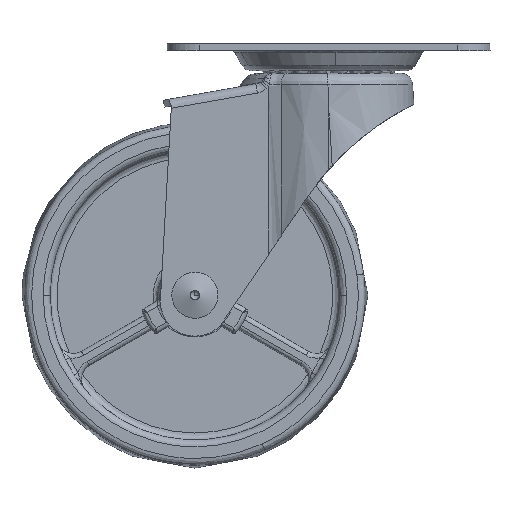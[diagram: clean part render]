
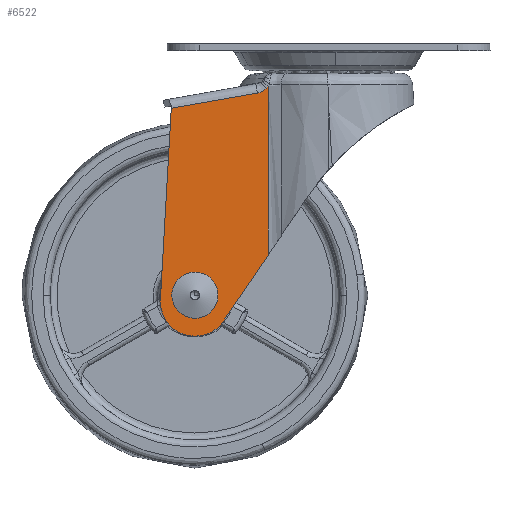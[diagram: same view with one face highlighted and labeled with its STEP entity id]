
A CAD part, front view. The second image highlights one B-rep face of the part: STEP entity #6522.
In plain terms, the highlighted free-form (B-spline) face has degree [1, 1] with [2, 2] control points.
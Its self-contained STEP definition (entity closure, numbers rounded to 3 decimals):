
#939=CARTESIAN_POINT('',(-32.225,-14.5,-53.403));
#940=VERTEX_POINT('',#939);
#946=CARTESIAN_POINT('',(-29.0,-14.5,-56.25));
#947=VERTEX_POINT('',#946);
#948=CARTESIAN_POINT('',(-29.0,-14.5,-56.25));
#949=CARTESIAN_POINT('',(-31.869,-14.5,-56.25));
#950=CARTESIAN_POINT('',(-32.225,-14.5,-53.403));
#958=(BOUNDED_CURVE()B_SPLINE_CURVE(2,(#948,#949,#950),.UNSPECIFIED.,.F.,.U.)B_SPLINE_CURVE_WITH_KNOTS((3,3),(0.5,0.729),.UNSPECIFIED.)CURVE()GEOMETRIC_REPRESENTATION_ITEM()RATIONAL_B_SPLINE_CURVE((1.0,0.732,0.954))REPRESENTATION_ITEM(''));
#959=EDGE_CURVE('',#947,#940,#958,.T.);
#961=CARTESIAN_POINT('',(-25.75,-14.5,-52.972));
#962=VERTEX_POINT('',#961);
#963=CARTESIAN_POINT('',(-25.75,-14.5,-52.972));
#964=CARTESIAN_POINT('',(-25.75,-14.5,-52.986));
#965=CARTESIAN_POINT('',(-25.75,-14.5,-53.));
#966=CARTESIAN_POINT('',(-25.75,-14.5,-56.25));
#967=CARTESIAN_POINT('',(-29.0,-14.5,-56.25));
#975=(BOUNDED_CURVE()B_SPLINE_CURVE(2,(#963,#964,#965,#966,#967),.UNSPECIFIED.,.F.,.U.)B_SPLINE_CURVE_WITH_KNOTS((3,2,3),(0.248,0.25,0.5),.UNSPECIFIED.)CURVE()GEOMETRIC_REPRESENTATION_ITEM()RATIONAL_B_SPLINE_CURVE((0.996,0.998,1.0,0.707,1.0))REPRESENTATION_ITEM(''));
#976=EDGE_CURVE('',#962,#947,#975,.T.);
#1056=CARTESIAN_POINT('',(-29.0,-14.5,-49.75));
#1057=VERTEX_POINT('',#1056);
#1058=CARTESIAN_POINT('',(-29.0,-14.5,-49.75));
#1059=CARTESIAN_POINT('',(-25.778,-14.5,-49.75));
#1060=CARTESIAN_POINT('',(-25.75,-14.5,-52.972));
#1068=(BOUNDED_CURVE()B_SPLINE_CURVE(2,(#1058,#1059,#1060),.UNSPECIFIED.,.F.,.U.)B_SPLINE_CURVE_WITH_KNOTS((3,3),(0.0,0.248),.UNSPECIFIED.)CURVE()GEOMETRIC_REPRESENTATION_ITEM()RATIONAL_B_SPLINE_CURVE((1.0,0.709,0.996))REPRESENTATION_ITEM(''));
#1069=EDGE_CURVE('',#1057,#962,#1068,.T.);
#1071=CARTESIAN_POINT('',(-32.225,-14.5,-53.403));
#1072=CARTESIAN_POINT('',(-32.25,-14.5,-53.202));
#1073=CARTESIAN_POINT('',(-32.25,-14.5,-53.));
#1074=CARTESIAN_POINT('',(-32.25,-14.5,-49.75));
#1075=CARTESIAN_POINT('',(-29.0,-14.5,-49.75));
#1083=(BOUNDED_CURVE()B_SPLINE_CURVE(2,(#1071,#1072,#1073,#1074,#1075),.UNSPECIFIED.,.F.,.U.)B_SPLINE_CURVE_WITH_KNOTS((3,2,3),(0.729,0.75,1.0),.UNSPECIFIED.)CURVE()GEOMETRIC_REPRESENTATION_ITEM()RATIONAL_B_SPLINE_CURVE((0.954,0.975,1.0,0.707,1.0))REPRESENTATION_ITEM(''));
#1084=EDGE_CURVE('',#940,#1057,#1083,.T.);
#3777=CARTESIAN_POINT('',(-13.424,-14.5,-8.099));
#3778=VERTEX_POINT('',#3777);
#3809=CARTESIAN_POINT('',(-15.431,-14.5,-9.154));
#3810=VERTEX_POINT('',#3809);
#3824=CARTESIAN_POINT('',(-13.424,-14.5,-8.099));
#3825=CARTESIAN_POINT('',(-13.491,-14.5,-8.17));
#3826=CARTESIAN_POINT('',(-13.56,-14.5,-8.236));
#3827=CARTESIAN_POINT('',(-13.704,-14.5,-8.364));
#3828=CARTESIAN_POINT('',(-13.78,-14.5,-8.425));
#3829=CARTESIAN_POINT('',(-14.011,-14.5,-8.597));
#3830=CARTESIAN_POINT('',(-14.173,-14.5,-8.697));
#3831=CARTESIAN_POINT('',(-14.428,-14.5,-8.83));
#3832=CARTESIAN_POINT('',(-14.515,-14.5,-8.871));
#3833=CARTESIAN_POINT('',(-14.692,-14.5,-8.946));
#3834=CARTESIAN_POINT('',(-14.782,-14.5,-8.981));
#3835=CARTESIAN_POINT('',(-15.055,-14.5,-9.073));
#3836=CARTESIAN_POINT('',(-15.241,-14.5,-9.121));
#3837=CARTESIAN_POINT('',(-15.431,-14.5,-9.154));
#3838=B_SPLINE_CURVE_WITH_KNOTS('',3,(#3824,#3825,#3826,#3827,#3828,#3829,#3830,#3831,#3832,#3833,#3834,#3835,#3836,#3837),.UNSPECIFIED.,.F.,.U.,(4,2,2,2,2,2,4),(0.0,0.125,0.25,0.5,0.625,0.75,1.0),.UNSPECIFIED.);
#3839=EDGE_CURVE('',#3778,#3810,#3838,.T.);
#3864=CARTESIAN_POINT('',(-34.129,-14.5,-12.451));
#3865=VERTEX_POINT('',#3864);
#3875=CARTESIAN_POINT('',(-15.431,-14.5,-9.154));
#3876=CARTESIAN_POINT('',(-16.744,-14.5,-9.386));
#3877=CARTESIAN_POINT('',(-18.057,-14.5,-9.617));
#3878=CARTESIAN_POINT('',(-19.37,-14.5,-9.849));
#3879=CARTESIAN_POINT('',(-24.29,-14.5,-10.716));
#3880=CARTESIAN_POINT('',(-29.209,-14.5,-11.584));
#3881=CARTESIAN_POINT('',(-34.129,-14.5,-12.451));
#3882=B_SPLINE_CURVE_WITH_KNOTS('',3,(#3875,#3876,#3877,#3878,#3879,#3880,#3881),.UNSPECIFIED.,.F.,.U.,(4,3,4),(0.0,0.004,0.019),.UNSPECIFIED.);
#3883=EDGE_CURVE('',#3810,#3865,#3882,.T.);
#3955=CARTESIAN_POINT('',(-13.115,-14.5,-7.773));
#3956=VERTEX_POINT('',#3955);
#3980=CARTESIAN_POINT('',(-13.115,-14.5,-7.773));
#3981=CARTESIAN_POINT('',(-13.218,-14.5,-7.882));
#3982=CARTESIAN_POINT('',(-13.321,-14.5,-7.99));
#3983=CARTESIAN_POINT('',(-13.424,-14.5,-8.099));
#3984=B_SPLINE_CURVE_WITH_KNOTS('',3,(#3980,#3981,#3982,#3983),.UNSPECIFIED.,.F.,.U.,(4,4),(0.0,0.),.UNSPECIFIED.);
#3985=EDGE_CURVE('',#3956,#3778,#3984,.T.);
#5744=CARTESIAN_POINT('',(-13.115,-14.5,-44.296));
#5745=VERTEX_POINT('',#5744);
#5746=CARTESIAN_POINT('',(-13.115,-14.5,-44.296));
#5747=CARTESIAN_POINT('',(-13.115,-14.5,-7.773));
#5748=QUASI_UNIFORM_CURVE('',1,(#5746,#5747),.UNSPECIFIED.,.F.,.U.);
#5749=EDGE_CURVE('',#5745,#3956,#5748,.T.);
#6140=CARTESIAN_POINT('',(-36.488,-14.5,-53.975));
#6141=VERTEX_POINT('',#6140);
#6142=CARTESIAN_POINT('',(-34.129,-14.5,-12.451));
#6143=CARTESIAN_POINT('',(-36.488,-14.5,-53.975));
#6144=QUASI_UNIFORM_CURVE('',1,(#6142,#6143),.UNSPECIFIED.,.F.,.U.);
#6145=EDGE_CURVE('',#3865,#6141,#6144,.T.);
#6261=CARTESIAN_POINT('',(-22.787,-14.5,-58.601));
#6262=VERTEX_POINT('',#6261);
#6268=CARTESIAN_POINT('',(-22.787,-14.5,-58.601));
#6269=CARTESIAN_POINT('',(-25.987,-14.5,-63.333));
#6270=CARTESIAN_POINT('',(-31.399,-14.5,-61.506));
#6271=CARTESIAN_POINT('',(-36.812,-14.5,-59.678));
#6272=CARTESIAN_POINT('',(-36.488,-14.5,-53.975));
#6280=(BOUNDED_CURVE()B_SPLINE_CURVE(2,(#6268,#6269,#6270,#6271,#6272),.UNSPECIFIED.,.F.,.U.)B_SPLINE_CURVE_WITH_KNOTS((3,2,3),(0.0,0.5,1.0),.UNSPECIFIED.)CURVE()GEOMETRIC_REPRESENTATION_ITEM()RATIONAL_B_SPLINE_CURVE((1.0,0.796,1.0,0.796,1.0))REPRESENTATION_ITEM(''));
#6281=EDGE_CURVE('',#6262,#6141,#6280,.T.);
#6498=CARTESIAN_POINT('',(-37.665,-14.5,-64.602));
#6499=CARTESIAN_POINT('',(-37.665,-14.5,-5.069));
#6500=CARTESIAN_POINT('',(-11.947,-14.5,-64.602));
#6501=CARTESIAN_POINT('',(-11.947,-14.5,-5.069));
#6502=B_SPLINE_SURFACE_WITH_KNOTS('',1,1,((#6498,#6500),(#6499,#6501)),.UNSPECIFIED.,.F.,.F.,.U.,(2,2),(2,2),(0.0,59.533),(0.0,25.718),.UNSPECIFIED.);
#6503=ORIENTED_EDGE('',*,*,#5749,.T.);
#6504=ORIENTED_EDGE('',*,*,#3985,.T.);
#6505=ORIENTED_EDGE('',*,*,#3839,.T.);
#6506=ORIENTED_EDGE('',*,*,#3883,.T.);
#6507=ORIENTED_EDGE('',*,*,#6145,.T.);
#6508=ORIENTED_EDGE('',*,*,#6281,.F.);
#6509=CARTESIAN_POINT('',(-22.787,-14.5,-58.601));
#6510=CARTESIAN_POINT('',(-13.115,-14.5,-44.296));
#6511=QUASI_UNIFORM_CURVE('',1,(#6509,#6510),.UNSPECIFIED.,.F.,.U.);
#6512=EDGE_CURVE('',#6262,#5745,#6511,.T.);
#6513=ORIENTED_EDGE('',*,*,#6512,.T.);
#6514=EDGE_LOOP('',(#6503,#6504,#6505,#6506,#6507,#6508,#6513));
#6515=FACE_OUTER_BOUND('',#6514,.T.);
#6516=ORIENTED_EDGE('',*,*,#1069,.T.);
#6517=ORIENTED_EDGE('',*,*,#976,.T.);
#6518=ORIENTED_EDGE('',*,*,#959,.T.);
#6519=ORIENTED_EDGE('',*,*,#1084,.T.);
#6520=EDGE_LOOP('',(#6516,#6517,#6518,#6519));
#6521=FACE_BOUND('',#6520,.T.);
#6522=ADVANCED_FACE('',(#6515,#6521),#6502,.F.);
